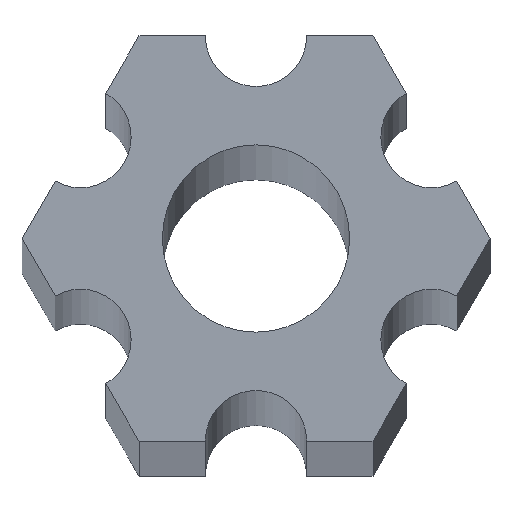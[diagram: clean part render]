
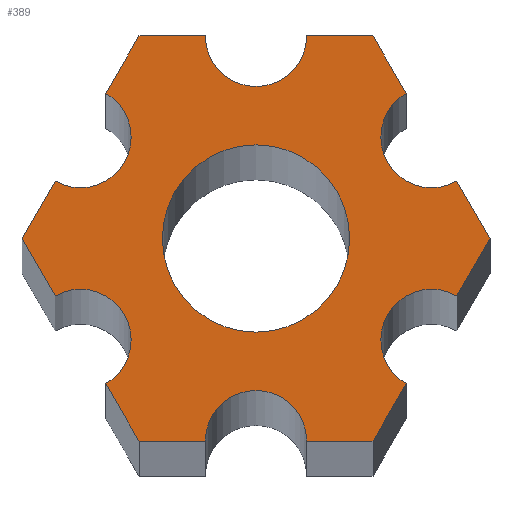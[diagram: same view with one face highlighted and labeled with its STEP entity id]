
A CAD part, top view. The second image highlights one B-rep face of the part: STEP entity #389.
In plain terms, the highlighted planar face has unit normal (0, 0, 1).
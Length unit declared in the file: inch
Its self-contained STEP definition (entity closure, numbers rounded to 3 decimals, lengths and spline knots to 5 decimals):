
#13=PLANE($,#419);
#31=LINE($,#585,#73);
#32=LINE($,#586,#74);
#33=LINE($,#588,#75);
#34=LINE($,#590,#76);
#35=LINE($,#594,#77);
#36=LINE($,#596,#78);
#37=LINE($,#600,#79);
#38=LINE($,#602,#80);
#39=LINE($,#606,#81);
#40=LINE($,#608,#82);
#41=LINE($,#612,#83);
#42=LINE($,#613,#84);
#73=VECTOR($,#471,0.08184);
#74=VECTOR($,#472,0.08184);
#75=VECTOR($,#473,0.08184);
#76=VECTOR($,#474,0.08184);
#77=VECTOR($,#477,0.08184);
#78=VECTOR($,#478,0.08184);
#79=VECTOR($,#481,0.08184);
#80=VECTOR($,#482,0.08184);
#81=VECTOR($,#485,0.08184);
#82=VECTOR($,#486,0.08184);
#83=VECTOR($,#489,0.08184);
#84=VECTOR($,#490,0.08184);
#112=FACE_BOUND($,#140,.T.);
#117=FACE_OUTER_BOUND($,#139,.T.);
#139=EDGE_LOOP($,(#277,#278,#279,#280,#281,#282,#283,#284,#285,#286,#287,
#288,#289,#290,#291,#292,#293,#294));
#140=EDGE_LOOP($,(#295));
#159=CIRCLE($,#411,0.1155);
#161=CIRCLE($,#414,0.0625);
#163=CIRCLE($,#417,0.0625);
#165=CIRCLE($,#420,0.0625);
#166=CIRCLE($,#421,0.0625);
#167=CIRCLE($,#422,0.0625);
#168=CIRCLE($,#423,0.0625);
#173=VERTEX_POINT($,#561);
#175=VERTEX_POINT($,#566);
#176=VERTEX_POINT($,#567);
#179=VERTEX_POINT($,#575);
#180=VERTEX_POINT($,#576);
#183=VERTEX_POINT($,#584);
#184=VERTEX_POINT($,#587);
#185=VERTEX_POINT($,#589);
#186=VERTEX_POINT($,#591);
#187=VERTEX_POINT($,#593);
#188=VERTEX_POINT($,#595);
#189=VERTEX_POINT($,#597);
#190=VERTEX_POINT($,#599);
#191=VERTEX_POINT($,#601);
#192=VERTEX_POINT($,#603);
#193=VERTEX_POINT($,#605);
#194=VERTEX_POINT($,#607);
#195=VERTEX_POINT($,#609);
#196=VERTEX_POINT($,#611);
#211=EDGE_CURVE($,#173,#173,#159,.T.);
#213=EDGE_CURVE($,#175,#176,#161,.T.);
#217=EDGE_CURVE($,#179,#180,#163,.T.);
#221=EDGE_CURVE($,#176,#183,#31,.T.);
#222=EDGE_CURVE($,#183,#179,#32,.T.);
#223=EDGE_CURVE($,#180,#184,#33,.T.);
#224=EDGE_CURVE($,#184,#185,#34,.T.);
#225=EDGE_CURVE($,#185,#186,#165,.T.);
#226=EDGE_CURVE($,#186,#187,#35,.T.);
#227=EDGE_CURVE($,#187,#188,#36,.T.);
#228=EDGE_CURVE($,#188,#189,#166,.T.);
#229=EDGE_CURVE($,#189,#190,#37,.T.);
#230=EDGE_CURVE($,#190,#191,#38,.T.);
#231=EDGE_CURVE($,#191,#192,#167,.T.);
#232=EDGE_CURVE($,#192,#193,#39,.T.);
#233=EDGE_CURVE($,#193,#194,#40,.T.);
#234=EDGE_CURVE($,#194,#195,#168,.T.);
#235=EDGE_CURVE($,#195,#196,#41,.T.);
#236=EDGE_CURVE($,#196,#175,#42,.T.);
#277=ORIENTED_EDGE($,*,*,#221,.T.);
#278=ORIENTED_EDGE($,*,*,#222,.T.);
#279=ORIENTED_EDGE($,*,*,#217,.T.);
#280=ORIENTED_EDGE($,*,*,#223,.T.);
#281=ORIENTED_EDGE($,*,*,#224,.T.);
#282=ORIENTED_EDGE($,*,*,#225,.T.);
#283=ORIENTED_EDGE($,*,*,#226,.T.);
#284=ORIENTED_EDGE($,*,*,#227,.T.);
#285=ORIENTED_EDGE($,*,*,#228,.T.);
#286=ORIENTED_EDGE($,*,*,#229,.T.);
#287=ORIENTED_EDGE($,*,*,#230,.T.);
#288=ORIENTED_EDGE($,*,*,#231,.T.);
#289=ORIENTED_EDGE($,*,*,#232,.T.);
#290=ORIENTED_EDGE($,*,*,#233,.T.);
#291=ORIENTED_EDGE($,*,*,#234,.T.);
#292=ORIENTED_EDGE($,*,*,#235,.T.);
#293=ORIENTED_EDGE($,*,*,#236,.T.);
#294=ORIENTED_EDGE($,*,*,#213,.T.);
#295=ORIENTED_EDGE($,*,*,#211,.F.);
#389=ADVANCED_FACE($,(#117,#112),#13,.T.);
#411=AXIS2_PLACEMENT_3D($,#562,#449,#450);
#414=AXIS2_PLACEMENT_3D($,#568,#455,#456);
#417=AXIS2_PLACEMENT_3D($,#577,#463,#464);
#419=AXIS2_PLACEMENT_3D($,#583,#469,#470);
#420=AXIS2_PLACEMENT_3D($,#592,#475,#476);
#421=AXIS2_PLACEMENT_3D($,#598,#479,#480);
#422=AXIS2_PLACEMENT_3D($,#604,#483,#484);
#423=AXIS2_PLACEMENT_3D($,#610,#487,#488);
#449=DIRECTION('center_axis',(0.,0.,1.));
#450=DIRECTION('ref_axis',(1.,0.,0.));
#455=DIRECTION('center_axis',(0.,0.,-1.));
#456=DIRECTION('ref_axis',(1.,0.,0.));
#463=DIRECTION('center_axis',(0.,0.,-1.));
#464=DIRECTION('ref_axis',(1.,0.,0.));
#469=DIRECTION('center_axis',(0.,0.,1.));
#470=DIRECTION('ref_axis',(1.,0.,0.));
#471=DIRECTION($,(0.5,0.866,0.));
#472=DIRECTION($,(-0.5,0.866,0.));
#473=DIRECTION($,(-0.5,0.866,0.));
#474=DIRECTION($,(-1.,0.,0.));
#475=DIRECTION('center_axis',(0.,0.,-1.));
#476=DIRECTION('ref_axis',(1.,0.,0.));
#477=DIRECTION($,(-1.,0.,0.));
#478=DIRECTION($,(-0.5,-0.866,0.));
#479=DIRECTION('center_axis',(0.,0.,-1.));
#480=DIRECTION('ref_axis',(1.,0.,0.));
#481=DIRECTION($,(-0.5,-0.866,0.));
#482=DIRECTION($,(0.5,-0.866,0.));
#483=DIRECTION('center_axis',(0.,0.,-1.));
#484=DIRECTION('ref_axis',(1.,0.,0.));
#485=DIRECTION($,(0.5,-0.866,0.));
#486=DIRECTION($,(1.,0.,0.));
#487=DIRECTION('center_axis',(0.,0.,-1.));
#488=DIRECTION('ref_axis',(1.,0.,0.));
#489=DIRECTION($,(1.,0.,0.));
#490=DIRECTION($,(0.5,0.866,0.));
#561=CARTESIAN_POINT('',(-0.1155,0.,24.75));
#562=CARTESIAN_POINT('Origin',(0.,0.,24.75));
#566=CARTESIAN_POINT('',(0.18526,-0.17913,24.75));
#567=CARTESIAN_POINT('',(0.24776,-0.07087,24.75));
#568=CARTESIAN_POINT('Origin',(0.21651,-0.125,24.75));
#575=CARTESIAN_POINT('',(0.24776,0.07087,24.75));
#576=CARTESIAN_POINT('',(0.18526,0.17913,24.75));
#577=CARTESIAN_POINT('Origin',(0.21651,0.125,24.75));
#583=CARTESIAN_POINT('Origin',(0.21651,0.125,24.75));
#584=CARTESIAN_POINT('',(0.28868,0.,24.75));
#585=CARTESIAN_POINT($,(0.24776,-0.07087,24.75));
#586=CARTESIAN_POINT($,(0.28868,0.,24.75));
#587=CARTESIAN_POINT('',(0.14434,0.25,24.75));
#588=CARTESIAN_POINT($,(0.18526,0.17913,24.75));
#589=CARTESIAN_POINT('',(0.0625,0.25,24.75));
#590=CARTESIAN_POINT($,(0.14434,0.25,24.75));
#591=CARTESIAN_POINT('',(-0.0625,0.25,24.75));
#592=CARTESIAN_POINT('Origin',(0.,0.25,24.75));
#593=CARTESIAN_POINT('',(-0.14434,0.25,24.75));
#594=CARTESIAN_POINT($,(-0.0625,0.25,24.75));
#595=CARTESIAN_POINT('',(-0.18526,0.17913,24.75));
#596=CARTESIAN_POINT($,(-0.14434,0.25,24.75));
#597=CARTESIAN_POINT('',(-0.24776,0.07087,24.75));
#598=CARTESIAN_POINT('Origin',(-0.21651,0.125,24.75));
#599=CARTESIAN_POINT('',(-0.28868,0.,24.75));
#600=CARTESIAN_POINT($,(-0.24776,0.07087,24.75));
#601=CARTESIAN_POINT('',(-0.24776,-0.07087,24.75));
#602=CARTESIAN_POINT($,(-0.28868,0.,24.75));
#603=CARTESIAN_POINT('',(-0.18526,-0.17913,24.75));
#604=CARTESIAN_POINT('Origin',(-0.21651,-0.125,24.75));
#605=CARTESIAN_POINT('',(-0.14434,-0.25,24.75));
#606=CARTESIAN_POINT($,(-0.18526,-0.17913,24.75));
#607=CARTESIAN_POINT('',(-0.0625,-0.25,24.75));
#608=CARTESIAN_POINT($,(-0.14434,-0.25,24.75));
#609=CARTESIAN_POINT('',(0.0625,-0.25,24.75));
#610=CARTESIAN_POINT('Origin',(0.,-0.25,24.75));
#611=CARTESIAN_POINT('',(0.14434,-0.25,24.75));
#612=CARTESIAN_POINT($,(0.0625,-0.25,24.75));
#613=CARTESIAN_POINT($,(0.14434,-0.25,24.75));
